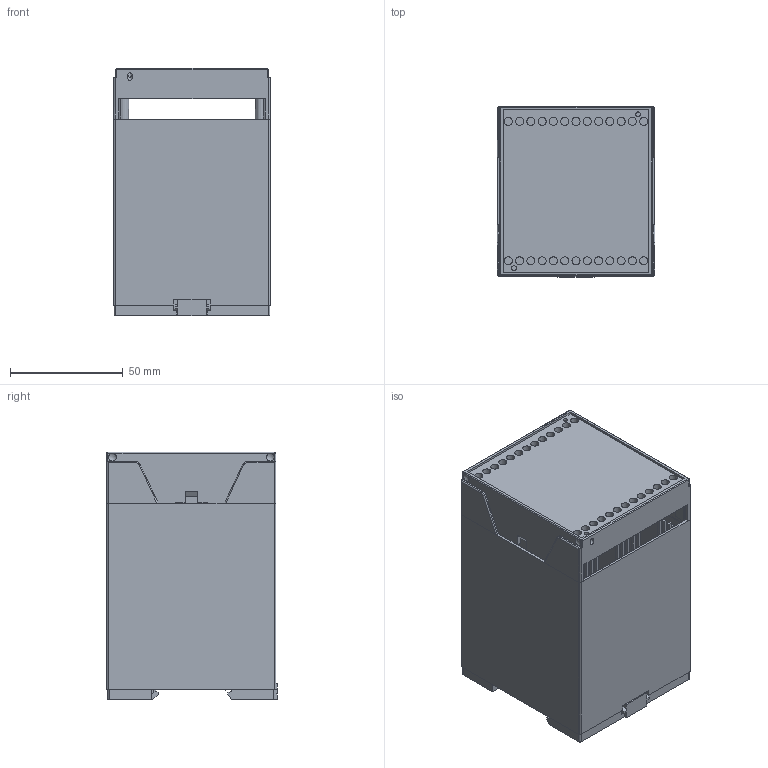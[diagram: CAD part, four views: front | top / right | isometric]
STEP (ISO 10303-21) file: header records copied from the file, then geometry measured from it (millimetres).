
FILE_DESCRIPTION((''),'2;1');
FILE_NAME('65007010_CN 70 AK.stp','2010-05-28T12:01:05',('kotzmaier'),(''),'Autodesk Inventor 2010','Autodesk Inventor 2010','');
FILE_SCHEMA(('CONFIG_CONTROL_DESIGN'));
Length unit declared in the file: millimetre
Products named in the file (4): CN 70 AK; Geh CN 70_1003660_3Dsym; Deckel CN(S) 70_1003662_3Dsym; Riegel_1007508_3Dsym
Assembly tree (3 placements, depth 2):
  CN 70 AK
    Geh CN 70_1003660_3Dsym
    Deckel CN(S) 70_1003662_3Dsym
    Riegel_1007508_3Dsym
Bounding box: 70 x 75.55 x 109.7 mm (x, y, z)
Volume: 83902.9 mm3; surface area: 99909.2 mm2
Topology: 3 solids, 3 shells, 1022 faces, 2908 edges, 1913 vertices
Faces by surface type: plane 727, cone 145, cylinder 136, sphere 10, torus 4
Full cylindrical faces by diameter (mm): 3.6 x26
Entity records: 32933 total; most frequent: CARTESIAN_POINT 5961, ORIENTED_EDGE 5676, DIRECTION 5398, EDGE_CURVE 2838, VECTOR 2244, LINE 2244, VERTEX_POINT 1911, AXIS2_PLACEMENT_3D 1577
